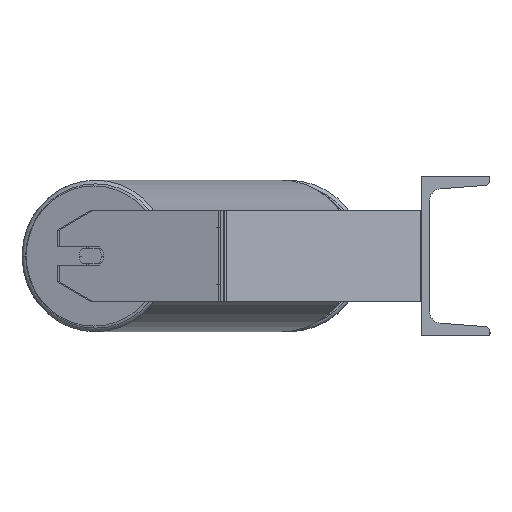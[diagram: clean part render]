
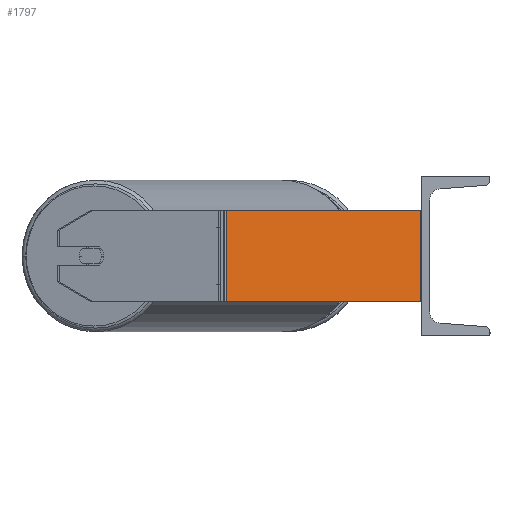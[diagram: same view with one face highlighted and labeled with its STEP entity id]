
A CAD part, left-side view. The second image highlights one B-rep face of the part: STEP entity #1797.
In plain terms, the highlighted planar face has unit normal (-0.985, -0.174, 0).
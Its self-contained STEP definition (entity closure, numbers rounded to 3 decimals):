
#128 = DIRECTION ( 'NONE',  ( -0.174, 0.985, 0. ) ) ;
#139 = LINE ( 'NONE', #1348, #6168 ) ;
#230 = VERTEX_POINT ( 'NONE', #7033 ) ;
#234 = CARTESIAN_POINT ( 'NONE',  ( -1015.209, 171.321, -40. ) ) ;
#310 = EDGE_CURVE ( 'NONE', #6491, #1301, #3051, .T. ) ;
#823 = ORIENTED_EDGE ( 'NONE', *, *, #5612, .T. ) ;
#1290 = VECTOR ( 'NONE', #5180, 1000. ) ;
#1301 = VERTEX_POINT ( 'NONE', #1375 ) ;
#1348 = CARTESIAN_POINT ( 'NONE',  ( -985., 0., 40. ) ) ;
#1375 = CARTESIAN_POINT ( 'NONE',  ( -985., 0., 40. ) ) ;
#1525 = PLANE ( 'NONE',  #4492 ) ;
#1797 = ADVANCED_FACE ( 'NONE', ( #7156 ), #1525, .F. ) ;
#2216 = CARTESIAN_POINT ( 'NONE',  ( -1015.824, 174.814, 40. ) ) ;
#2313 = DIRECTION ( 'NONE',  ( 0.985, 0.174, 0. ) ) ;
#2709 = DIRECTION ( 'NONE',  ( 0., 0., -1. ) ) ;
#2877 = DIRECTION ( 'NONE',  ( 0., 0., -1. ) ) ;
#3051 = LINE ( 'NONE', #3667, #5083 ) ;
#3370 = CARTESIAN_POINT ( 'NONE',  ( -1015.209, 171.321, 40. ) ) ;
#3396 = CARTESIAN_POINT ( 'NONE',  ( -1015.209, 171.321, 40. ) ) ;
#3667 = CARTESIAN_POINT ( 'NONE',  ( -1015.824, 174.814, 40. ) ) ;
#3822 = ORIENTED_EDGE ( 'NONE', *, *, #310, .F. ) ;
#4492 = AXIS2_PLACEMENT_3D ( 'NONE', #2216, #2313, #128 ) ;
#4684 = VERTEX_POINT ( 'NONE', #234 ) ;
#4735 = EDGE_LOOP ( 'NONE', ( #823, #5848, #3822, #7633 ) ) ;
#5083 = VECTOR ( 'NONE', #7253, 1000. ) ;
#5180 = DIRECTION ( 'NONE',  ( 0.174, -0.985, 0. ) ) ;
#5335 = EDGE_CURVE ( 'NONE', #1301, #230, #139, .T. ) ;
#5612 = EDGE_CURVE ( 'NONE', #4684, #230, #7198, .T. ) ;
#5619 = LINE ( 'NONE', #3396, #5865 ) ;
#5848 = ORIENTED_EDGE ( 'NONE', *, *, #5335, .F. ) ;
#5856 = CARTESIAN_POINT ( 'NONE',  ( -1015.824, 174.814, -40. ) ) ;
#5865 = VECTOR ( 'NONE', #2709, 1000. ) ;
#5886 = EDGE_CURVE ( 'NONE', #6491, #4684, #5619, .T. ) ;
#6168 = VECTOR ( 'NONE', #2877, 1000. ) ;
#6491 = VERTEX_POINT ( 'NONE', #3370 ) ;
#7033 = CARTESIAN_POINT ( 'NONE',  ( -985., 0., -40. ) ) ;
#7156 = FACE_OUTER_BOUND ( 'NONE', #4735, .T. ) ;
#7198 = LINE ( 'NONE', #5856, #1290 ) ;
#7253 = DIRECTION ( 'NONE',  ( 0.174, -0.985, 0. ) ) ;
#7633 = ORIENTED_EDGE ( 'NONE', *, *, #5886, .T. ) ;
